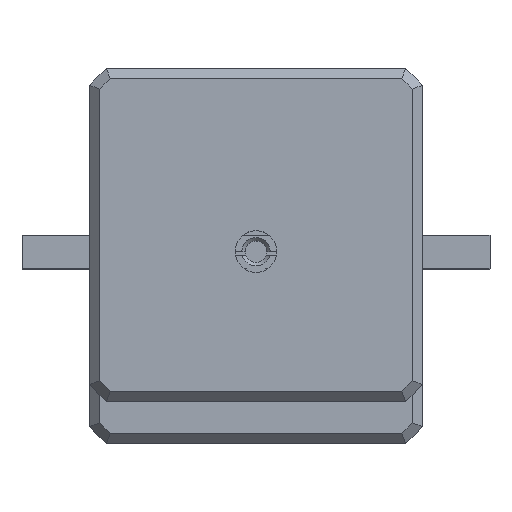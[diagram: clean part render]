
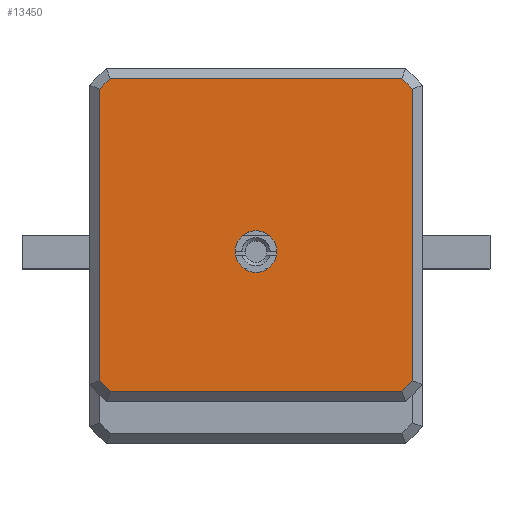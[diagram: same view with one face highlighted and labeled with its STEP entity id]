
A CAD part, top view. The second image highlights one B-rep face of the part: STEP entity #13450.
In plain terms, the highlighted planar face has unit normal (0, 0, 1).
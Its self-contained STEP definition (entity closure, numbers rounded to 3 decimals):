
#364=FACE_BOUND('',#2336,.T.);
#802=PLANE('',#14863);
#1505=FACE_OUTER_BOUND('',#2335,.T.);
#2335=EDGE_LOOP('',(#12398,#12399,#12400,#12401,#12402,#12403,#12404,#12405));
#2336=EDGE_LOOP('',(#12406));
#3580=LINE('',#22511,#4907);
#3584=LINE('',#22520,#4911);
#3586=LINE('',#22525,#4913);
#3592=LINE('',#22538,#4919);
#3594=LINE('',#22541,#4921);
#3597=LINE('',#22545,#4924);
#3598=LINE('',#22547,#4925);
#3601=LINE('',#22551,#4928);
#4907=VECTOR('',#18587,10.);
#4911=VECTOR('',#18593,10.);
#4913=VECTOR('',#18597,10.);
#4919=VECTOR('',#18605,10.);
#4921=VECTOR('',#18609,10.);
#4924=VECTOR('',#18614,10.);
#4925=VECTOR('',#18617,10.);
#4928=VECTOR('',#18622,10.);
#5637=CIRCLE('',#14850,6.25);
#6833=VERTEX_POINT('',#22501);
#6836=VERTEX_POINT('',#22508);
#6837=VERTEX_POINT('',#22510);
#6840=VERTEX_POINT('',#22517);
#6841=VERTEX_POINT('',#22519);
#6842=VERTEX_POINT('',#22523);
#6843=VERTEX_POINT('',#22524);
#6848=VERTEX_POINT('',#22535);
#6849=VERTEX_POINT('',#22537);
#8690=EDGE_CURVE('',#6833,#6833,#5637,.T.);
#8694=EDGE_CURVE('',#6836,#6837,#3580,.T.);
#8698=EDGE_CURVE('',#6840,#6841,#3584,.T.);
#8700=EDGE_CURVE('',#6842,#6843,#3586,.T.);
#8706=EDGE_CURVE('',#6848,#6849,#3592,.T.);
#8708=EDGE_CURVE('',#6843,#6848,#3594,.T.);
#8711=EDGE_CURVE('',#6849,#6840,#3597,.T.);
#8712=EDGE_CURVE('',#6837,#6842,#3598,.T.);
#8715=EDGE_CURVE('',#6841,#6836,#3601,.T.);
#12398=ORIENTED_EDGE('',*,*,#8706,.F.);
#12399=ORIENTED_EDGE('',*,*,#8708,.F.);
#12400=ORIENTED_EDGE('',*,*,#8700,.F.);
#12401=ORIENTED_EDGE('',*,*,#8712,.F.);
#12402=ORIENTED_EDGE('',*,*,#8694,.F.);
#12403=ORIENTED_EDGE('',*,*,#8715,.F.);
#12404=ORIENTED_EDGE('',*,*,#8698,.F.);
#12405=ORIENTED_EDGE('',*,*,#8711,.F.);
#12406=ORIENTED_EDGE('',*,*,#8690,.T.);
#13450=ADVANCED_FACE('',(#1505,#364),#802,.T.);
#14850=AXIS2_PLACEMENT_3D('',#22502,#18580,#18581);
#14863=AXIS2_PLACEMENT_3D('',#22570,#18640,#18641);
#18580=DIRECTION('center_axis',(0.,0.,-1.));
#18581=DIRECTION('ref_axis',(-1.,0.,0.));
#18587=DIRECTION('',(0.,-1.,0.));
#18593=DIRECTION('',(1.,0.,0.));
#18597=DIRECTION('',(-1.,0.,0.));
#18605=DIRECTION('',(0.,1.,0.));
#18609=DIRECTION('',(-0.707,0.707,0.));
#18614=DIRECTION('',(0.707,0.707,0.));
#18617=DIRECTION('',(-0.707,-0.707,0.));
#18622=DIRECTION('',(0.707,-0.707,0.));
#18640=DIRECTION('center_axis',(0.,0.,1.));
#18641=DIRECTION('ref_axis',(0.,1.,0.));
#22501=CARTESIAN_POINT('',(6.25,-15.,92.));
#22502=CARTESIAN_POINT('Origin',(0.,-15.,
92.));
#22508=CARTESIAN_POINT('',(47.,33.757,92.));
#22510=CARTESIAN_POINT('',(47.,-53.757,92.));
#22511=CARTESIAN_POINT('',(47.,-35.,92.));
#22517=CARTESIAN_POINT('',(-43.757,37.,92.));
#22519=CARTESIAN_POINT('',(43.757,37.,92.));
#22520=CARTESIAN_POINT('',(0.,37.,92.));
#22523=CARTESIAN_POINT('',(43.757,-57.,92.));
#22524=CARTESIAN_POINT('',(-43.757,-57.,92.));
#22525=CARTESIAN_POINT('',(0.,-57.,92.));
#22535=CARTESIAN_POINT('',(-47.,-53.757,92.));
#22537=CARTESIAN_POINT('',(-47.,33.757,92.));
#22538=CARTESIAN_POINT('',(-47.,-35.,92.));
#22541=CARTESIAN_POINT('',(-32.879,-67.879,92.));
#22545=CARTESIAN_POINT('',(-57.879,22.879,92.));
#22547=CARTESIAN_POINT('',(32.879,-67.879,92.));
#22551=CARTESIAN_POINT('',(57.879,22.879,92.));
#22570=CARTESIAN_POINT('Origin',(0.,-60.,92.));
